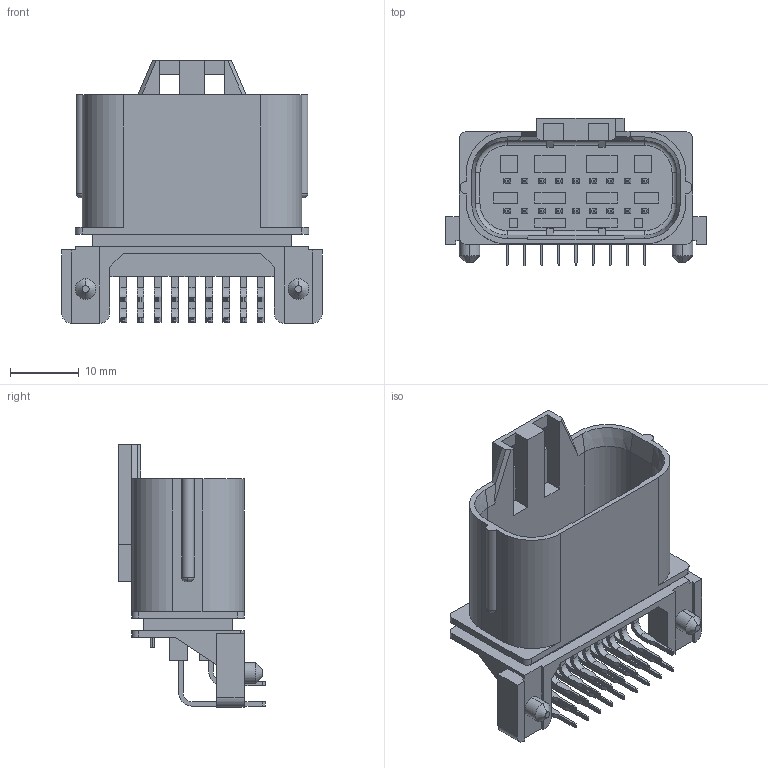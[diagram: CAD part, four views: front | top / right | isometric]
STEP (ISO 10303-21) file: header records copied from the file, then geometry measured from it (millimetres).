
FILE_DESCRIPTION (( 'STEP AP214' ), '1' );
FILE_NAME ('MX23A18NF1.STEP', '2022-02-15T09:23:29', ( '' ), ( '' ), 'SwSTEP 2.0', 'SolidWorks 2018', '' );
FILE_SCHEMA (( 'AUTOMOTIVE_DESIGN' ));
Length unit declared in the file: millimetre
Products named in the file (2): MX23A18NF1
Bounding box: 38 x 21.4 x 38.3 mm (x, y, z)
Volume: 5180.7 mm3; surface area: 8581.7 mm2
Topology: 1 solids, 1 shells, 917 faces, 2560 edges, 1625 vertices
Faces by surface type: plane 830, cylinder 71, torus 8, cone 8
Entity records: 33196 total; most frequent: ORIENTED_EDGE 5120, CARTESIAN_POINT 5104, DIRECTION 4563, EDGE_CURVE 2560, VECTOR 2395, LINE 2395, VERTEX_POINT 1625, AXIS2_PLACEMENT_3D 1084
